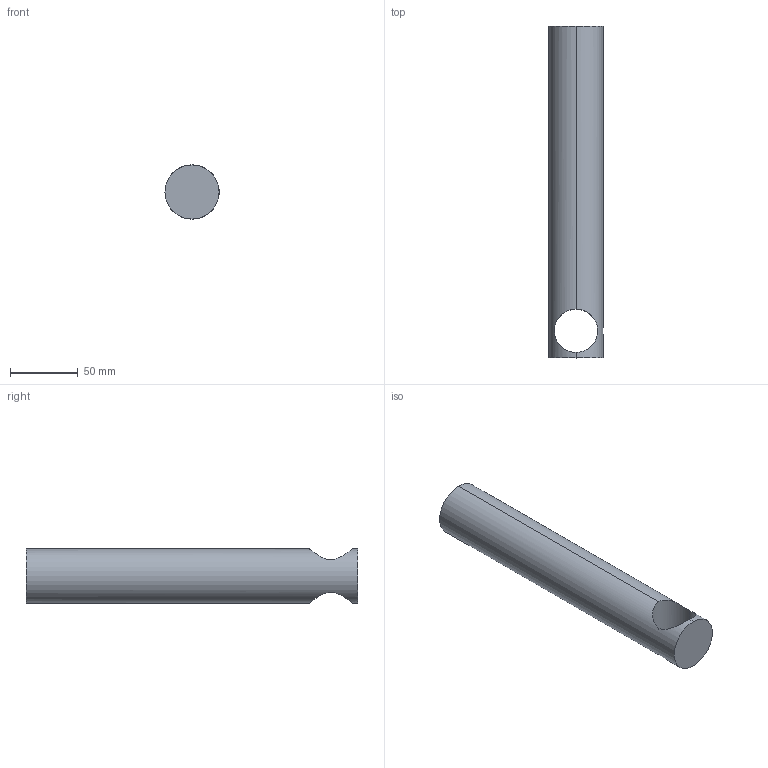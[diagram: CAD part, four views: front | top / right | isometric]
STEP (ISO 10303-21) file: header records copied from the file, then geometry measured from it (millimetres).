
FILE_DESCRIPTION (( 'STEP AP203' ), '1' );
FILE_NAME ('Joint3_Default_sldprt.STEP', '2022-12-13T17:38:59', ( '' ), ( '' ), 'SwSTEP 2.0', 'SolidWorks 2022', '' );
FILE_SCHEMA (( 'CONFIG_CONTROL_DESIGN' ));
Length unit declared in the file: millimetre
Products named in the file (1): Joint3_Default_sldprt
Bounding box: 40 x 245 x 40 mm (x, y, z)
Volume: 266368.5 mm3; surface area: 36309.9 mm2
Topology: 1 solids, 1 shells, 11 faces, 31 edges, 20 vertices
Faces by surface type: cylinder 8, plane 3
Entity records: 794 total; most frequent: CARTESIAN_POINT 439, ORIENTED_EDGE 62, DIRECTION 51, EDGE_CURVE 31, AXIS2_PLACEMENT_3D 20, VERTEX_POINT 20, EDGE_LOOP 13, B_SPLINE_CURVE_WITH_KNOTS 12
